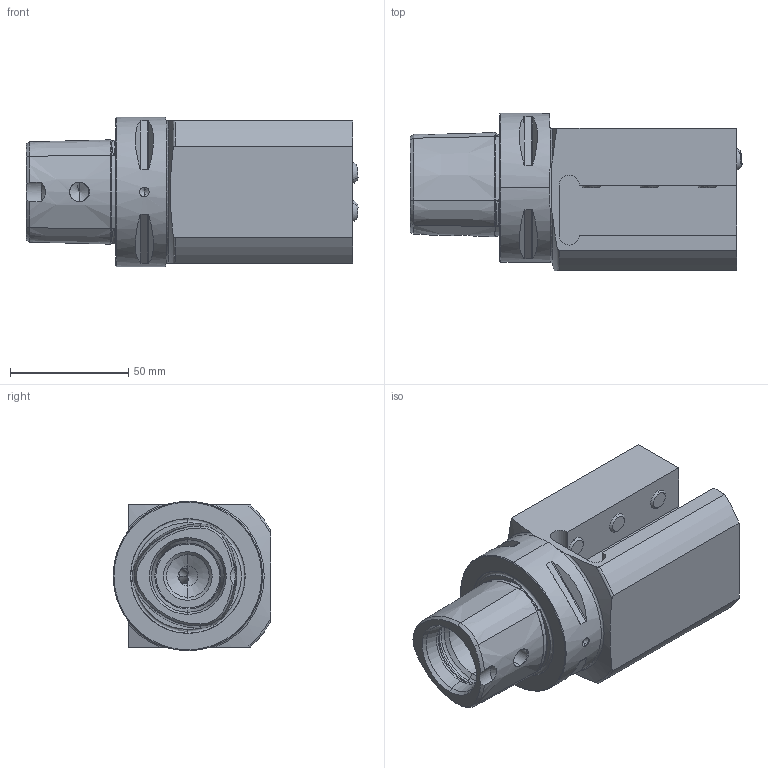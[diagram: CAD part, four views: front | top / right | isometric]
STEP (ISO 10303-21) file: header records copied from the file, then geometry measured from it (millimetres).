
FILE_DESCRIPTION (( 'STEP AP203' ), '1' );
FILE_NAME ('PS6-V20.R21.100.STEP', '2013-06-24T15:11:30', ( 'baer' ), ( 'Hewlett-Packard Company' ), 'SwSTEP 2.0', 'SolidWorks 2012', '' );
FILE_SCHEMA (( 'CONFIG_CONTROL_DESIGN' ));
Length unit declared in the file: millimetre
Products named in the file (6): PS6-V20.R21.100; KU1-U12.001.010; KU1-U12.001.010_2; KU1-U12.001.010_1; ISO 4026 - M10 x 25; PS6-V20.R21.100_A
Assembly tree (11 placements, depth 3):
  PS6-V20.R21.100
    PS6-V20.R21.100_A
    ISO 4026 - M10 x 25  x6
    KU1-U12.001.010  x2
      KU1-U12.001.010_1
      KU1-U12.001.010_2
Bounding box: 140.19 x 66.5 x 63 mm (x, y, z)
Volume: 303100.7 mm3; surface area: 59000.1 mm2
Topology: 11 solids, 11 shells, 306 faces, 752 edges, 464 vertices
Faces by surface type: plane 96, cone 85, cylinder 84, torus 33, sphere 8
Entity records: 7845 total; most frequent: CARTESIAN_POINT 1983, DIRECTION 1096, ORIENTED_EDGE 1052, EDGE_CURVE 526, AXIS2_PLACEMENT_3D 453, VERTEX_POINT 328, EDGE_LOOP 244, CIRCLE 224
